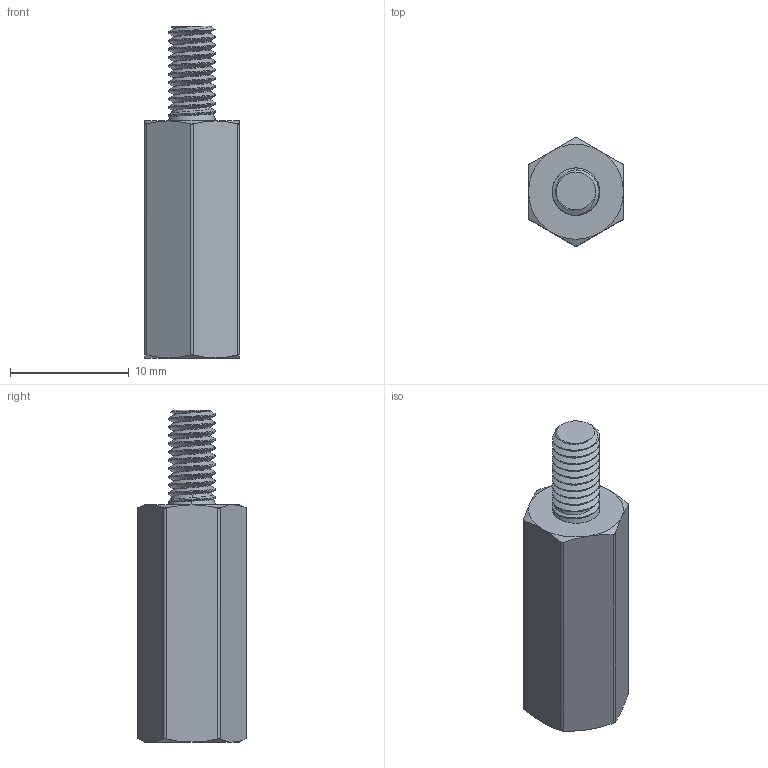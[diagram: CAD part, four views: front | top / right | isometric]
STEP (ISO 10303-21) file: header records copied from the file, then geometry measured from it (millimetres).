
FILE_DESCRIPTION (( 'STEP AP214' ), '1' );
FILE_NAME ('91409A103_Black-Oxide Steel Male-Female Hex Thread Adapter.STEP', '2024-05-17T17:37:57', ( '' ), ( '' ), 'SwSTEP 2.0', 'SolidWorks 2020', '' );
FILE_SCHEMA (( 'AUTOMOTIVE_DESIGN' ));
Length unit declared in the file: millimetre
Products named in the file (1): 91409A103_Black-Oxide Steel Male-Female Hex Thread Adapter
Bounding box: 8 x 9.16 x 28 mm (x, y, z)
Volume: 1071.9 mm3; surface area: 990.7 mm2
Topology: 1 solids, 1 shells, 105 faces, 288 edges, 187 vertices
Faces by surface type: cylinder 65, cone 23, plane 11, bspline 6
Entity records: 6942 total; most frequent: CARTESIAN_POINT 4736, ORIENTED_EDGE 576, DIRECTION 328, EDGE_CURVE 288, VERTEX_POINT 187, AXIS2_PLACEMENT_3D 125, EDGE_LOOP 107, FACE_OUTER_BOUND 105
